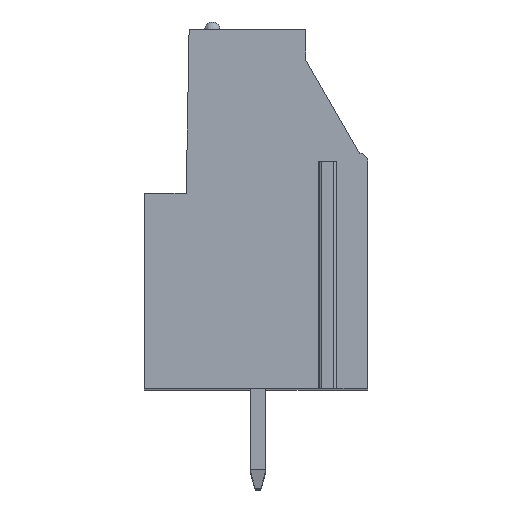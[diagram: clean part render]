
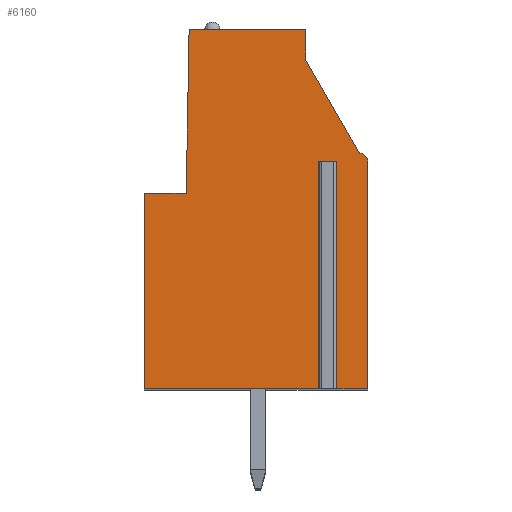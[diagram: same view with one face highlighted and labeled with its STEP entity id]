
A CAD part, top view. The second image highlights one B-rep face of the part: STEP entity #6160.
In plain terms, the highlighted planar face has unit normal (0, 0, 1).
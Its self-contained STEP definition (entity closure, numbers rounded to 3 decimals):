
#744=DIRECTION('',(1.,0.,0.));
#745=VECTOR('',#744,0.5);
#746=CARTESIAN_POINT('',(3.347,2.4,2.54));
#747=LINE('',#746,#745);
#748=DIRECTION('',(0.,1.,0.));
#749=VECTOR('',#748,11.4);
#750=CARTESIAN_POINT('',(3.347,-9.,2.54));
#751=LINE('',#750,#749);
#752=DIRECTION('',(1.,0.,0.));
#753=VECTOR('',#752,8.95);
#754=CARTESIAN_POINT('',(-5.603,-9.,2.54));
#755=LINE('',#754,#753);
#756=DIRECTION('',(0.,-1.,0.));
#757=VECTOR('',#756,9.8);
#758=CARTESIAN_POINT('',(-5.603,0.8,2.54));
#759=LINE('',#758,#757);
#760=DIRECTION('',(-1.,0.,0.));
#761=VECTOR('',#760,2.1);
#762=CARTESIAN_POINT('',(-3.503,0.8,2.54));
#763=LINE('',#762,#761);
#764=DIRECTION('',(-0.017,-1.,0.));
#765=VECTOR('',#764,8.201);
#766=CARTESIAN_POINT('',(-3.36,9.,2.54));
#767=LINE('',#766,#765);
#768=DIRECTION('',(-1.,0.,0.));
#769=VECTOR('',#768,5.86);
#770=CARTESIAN_POINT('',(2.5,9.,2.54));
#771=LINE('',#770,#769);
#772=DIRECTION('',(0.,1.,0.));
#773=VECTOR('',#772,1.523);
#774=CARTESIAN_POINT('',(2.5,7.477,2.54));
#775=LINE('',#774,#773);
#776=DIRECTION('',(-0.5,0.866,0.));
#777=VECTOR('',#776,5.394);
#778=CARTESIAN_POINT('',(5.197,2.805,2.54));
#779=LINE('',#778,#777);
#780=CARTESIAN_POINT('',(5.197,2.405,2.54));
#781=DIRECTION('',(0.,0.,1.));
#782=DIRECTION('',(1.,0.,0.));
#783=AXIS2_PLACEMENT_3D('',#780,#781,#782);
#785=DIRECTION('',(0.,1.,0.));
#786=VECTOR('',#785,11.405);
#787=CARTESIAN_POINT('',(5.597,-9.,2.54));
#788=LINE('',#787,#786);
#789=DIRECTION('',(1.,0.,0.));
#790=VECTOR('',#789,1.75);
#791=CARTESIAN_POINT('',(3.847,-9.,2.54));
#792=LINE('',#791,#790);
#793=DIRECTION('',(0.,1.,0.));
#794=VECTOR('',#793,11.4);
#795=CARTESIAN_POINT('',(3.847,-9.,2.54));
#796=LINE('',#795,#794);
#4395=CARTESIAN_POINT('',(5.597,-9.,2.54));
#4396=CARTESIAN_POINT('',(5.597,2.405,2.54));
#4397=VERTEX_POINT('',#4395);
#4398=VERTEX_POINT('',#4396);
#4399=CARTESIAN_POINT('',(5.197,2.805,2.54));
#4400=VERTEX_POINT('',#4399);
#4401=CARTESIAN_POINT('',(2.5,7.477,2.54));
#4402=VERTEX_POINT('',#4401);
#4403=CARTESIAN_POINT('',(2.5,9.,2.54));
#4404=VERTEX_POINT('',#4403);
#4405=CARTESIAN_POINT('',(-3.36,9.,2.54));
#4406=VERTEX_POINT('',#4405);
#4407=CARTESIAN_POINT('',(-3.503,0.8,2.54));
#4408=VERTEX_POINT('',#4407);
#4409=CARTESIAN_POINT('',(-5.603,0.8,2.54));
#4410=VERTEX_POINT('',#4409);
#4411=CARTESIAN_POINT('',(-5.603,-9.,2.54));
#4412=VERTEX_POINT('',#4411);
#4449=CARTESIAN_POINT('',(3.347,2.4,2.54));
#4450=CARTESIAN_POINT('',(3.847,2.4,2.54));
#4451=VERTEX_POINT('',#4449);
#4452=VERTEX_POINT('',#4450);
#4453=CARTESIAN_POINT('',(3.347,-9.,2.54));
#4454=VERTEX_POINT('',#4453);
#4455=CARTESIAN_POINT('',(3.847,-9.,2.54));
#4456=VERTEX_POINT('',#4455);
#6137=CARTESIAN_POINT('',(0.,0.,2.54));
#6138=DIRECTION('',(0.,0.,1.));
#6139=DIRECTION('',(1.,0.,0.));
#6140=AXIS2_PLACEMENT_3D('',#6137,#6138,#6139);
#6141=PLANE('',#6140);
#6143=ORIENTED_EDGE('',*,*,#6142,.F.);
#6145=ORIENTED_EDGE('',*,*,#6144,.F.);
#6146=ORIENTED_EDGE('',*,*,#5591,.F.);
#6147=ORIENTED_EDGE('',*,*,#5816,.F.);
#6148=ORIENTED_EDGE('',*,*,#5830,.F.);
#6149=ORIENTED_EDGE('',*,*,#5844,.F.);
#6150=ORIENTED_EDGE('',*,*,#5858,.F.);
#6151=ORIENTED_EDGE('',*,*,#5980,.F.);
#6152=ORIENTED_EDGE('',*,*,#5994,.F.);
#6153=ORIENTED_EDGE('',*,*,#6008,.F.);
#6154=ORIENTED_EDGE('',*,*,#6021,.F.);
#6155=ORIENTED_EDGE('',*,*,#5603,.F.);
#6157=ORIENTED_EDGE('',*,*,#6156,.T.);
#6158=EDGE_LOOP('',(#6143,#6145,#6146,#6147,#6148,#6149,#6150,#6151,#6152,#6153,
#6154,#6155,#6157));
#6159=FACE_OUTER_BOUND('',#6158,.F.);
#784=CIRCLE('',#783,0.4);
#5591=EDGE_CURVE('',#4412,#4454,#755,.T.);
#5603=EDGE_CURVE('',#4456,#4397,#792,.T.);
#5816=EDGE_CURVE('',#4410,#4412,#759,.T.);
#5830=EDGE_CURVE('',#4408,#4410,#763,.T.);
#5844=EDGE_CURVE('',#4406,#4408,#767,.T.);
#5858=EDGE_CURVE('',#4404,#4406,#771,.T.);
#5980=EDGE_CURVE('',#4402,#4404,#775,.T.);
#5994=EDGE_CURVE('',#4400,#4402,#779,.T.);
#6008=EDGE_CURVE('',#4398,#4400,#784,.T.);
#6021=EDGE_CURVE('',#4397,#4398,#788,.T.);
#6142=EDGE_CURVE('',#4451,#4452,#747,.T.);
#6144=EDGE_CURVE('',#4454,#4451,#751,.T.);
#6156=EDGE_CURVE('',#4456,#4452,#796,.T.);
#6160=ADVANCED_FACE('',(#6159),#6141,.T.);
